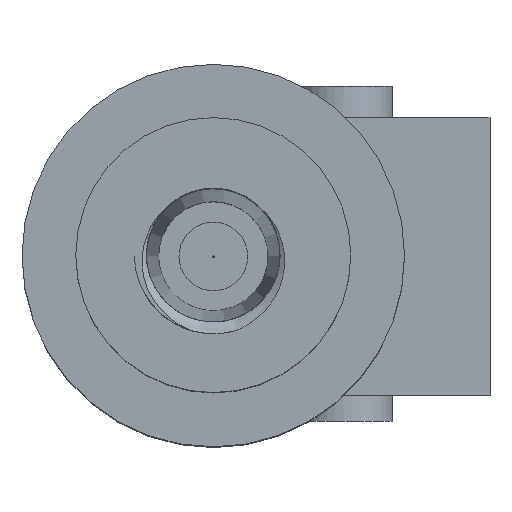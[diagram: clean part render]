
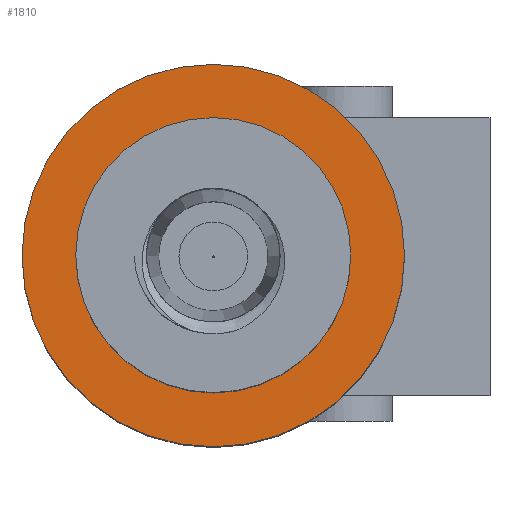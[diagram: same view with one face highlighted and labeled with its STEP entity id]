
A CAD part, top view. The second image highlights one B-rep face of the part: STEP entity #1810.
In plain terms, the highlighted planar face has unit normal (0, 0, 1).
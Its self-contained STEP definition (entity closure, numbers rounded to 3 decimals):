
#60=FACE_BOUND('',#345,.T.);
#98=PLANE('',#1992);
#204=FACE_OUTER_BOUND('',#344,.T.);
#344=EDGE_LOOP('',(#1501));
#345=EDGE_LOOP('',(#1502));
#451=CIRCLE('',#1993,11.13);
#452=CIRCLE('',#1994,6.);
#870=VERTEX_POINT('',#5063);
#871=VERTEX_POINT('',#5065);
#1093=EDGE_CURVE('',#870,#870,#451,.T.);
#1094=EDGE_CURVE('',#871,#871,#452,.T.);
#1501=ORIENTED_EDGE('',*,*,#1093,.F.);
#1502=ORIENTED_EDGE('',*,*,#1094,.T.);
#1810=ADVANCED_FACE('',(#204,#60),#98,.F.);
#1992=AXIS2_PLACEMENT_3D('',#5062,#2364,#2365);
#1993=AXIS2_PLACEMENT_3D('',#5064,#2366,#2367);
#1994=AXIS2_PLACEMENT_3D('',#5066,#2368,#2369);
#2364=DIRECTION('center_axis',(0.,0.,-1.));
#2365=DIRECTION('ref_axis',(1.,0.,0.));
#2366=DIRECTION('center_axis',(0.,0.,-1.));
#2367=DIRECTION('ref_axis',(1.,0.,0.));
#2368=DIRECTION('center_axis',(0.,0.,-1.));
#2369=DIRECTION('ref_axis',(1.,0.,0.));
#5062=CARTESIAN_POINT('Origin',(0.,0.,-17.16));
#5063=CARTESIAN_POINT('',(-11.13,0.,-17.16));
#5064=CARTESIAN_POINT('Origin',(0.,0.,-17.16));
#5065=CARTESIAN_POINT('',(-6.,0.,-17.16));
#5066=CARTESIAN_POINT('Origin',(0.,0.,-17.16));
